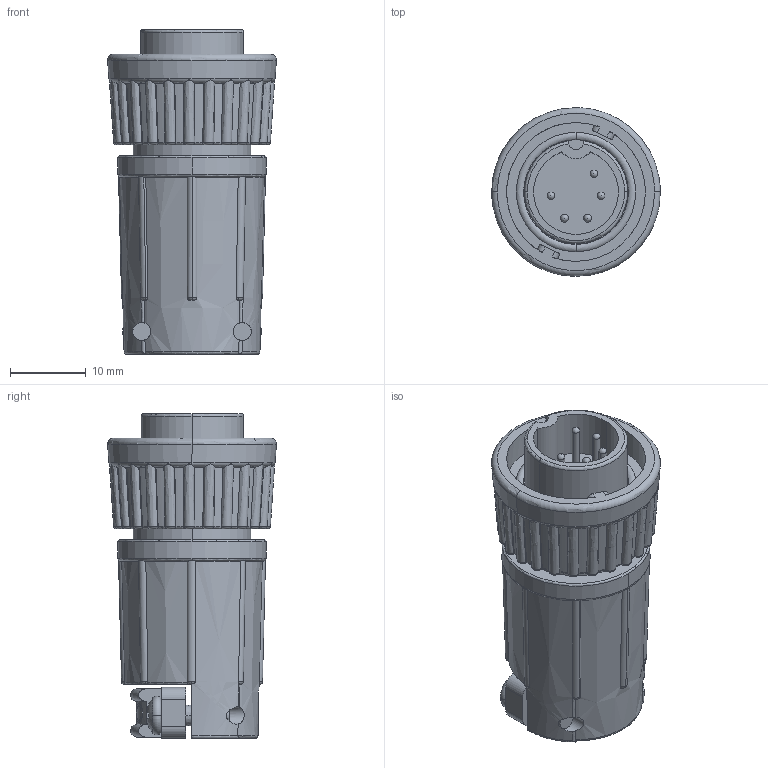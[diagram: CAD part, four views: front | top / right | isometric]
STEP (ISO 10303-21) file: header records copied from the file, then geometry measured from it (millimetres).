
FILE_DESCRIPTION (( 'STEP AP203' ), '1' );
FILE_NAME ('3282-5PG-5XX.STEP', '2018-08-10T16:23:29', ( '' ), ( '' ), 'SwSTEP 2.0', 'SolidWorks 2017', '' );
FILE_SCHEMA (( 'CONFIG_CONTROL_DESIGN' ));
Length unit declared in the file: inch
Products named in the file (1): 3282-5PG-5XX
Bounding box: 22.22 x 22.22 x 42.8 mm (x, y, z)
Volume: 9778.6 mm3; surface area: 4956.6 mm2
Topology: 1 solids, 1 shells, 400 faces, 1137 edges, 758 vertices
Faces by surface type: plane 132, bspline 118, cylinder 60, cone 43, torus 40, sphere 7
Entity records: 20389 total; most frequent: CARTESIAN_POINT 11558, ORIENTED_EDGE 2244, DIRECTION 1298, EDGE_CURVE 1122, VERTEX_POINT 748, B_SPLINE_CURVE_WITH_KNOTS 528, AXIS2_PLACEMENT_3D 526, EDGE_LOOP 426
